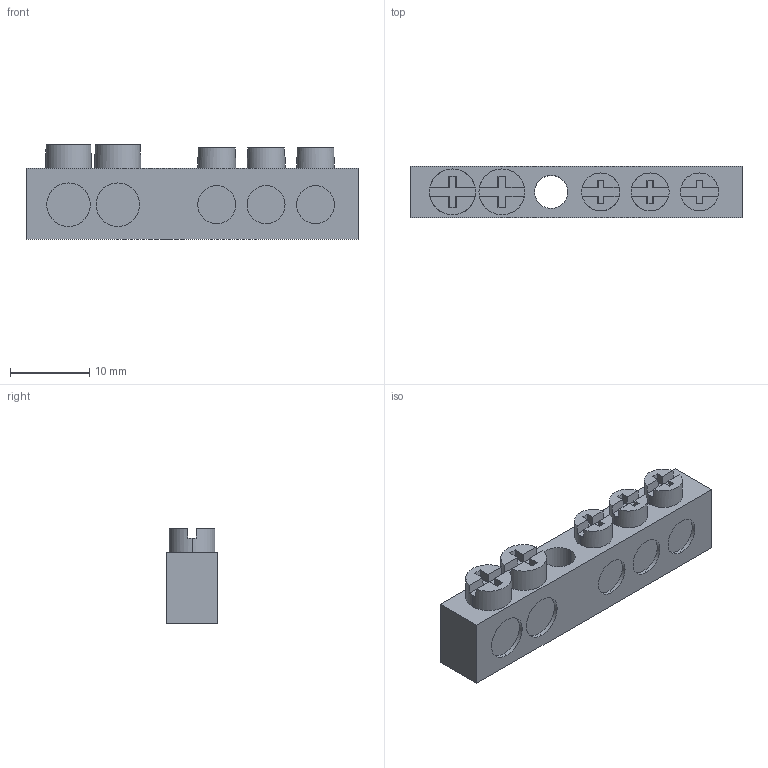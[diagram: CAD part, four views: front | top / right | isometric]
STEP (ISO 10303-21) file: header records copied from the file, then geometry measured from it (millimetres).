
FILE_DESCRIPTION (( 'STEP AP203' ), '1' );
FILE_NAME ('6,5x9 - 5 Delikli Pano Topraklama Klemensi.STEP', '2018-11-30T13:01:30', ( '' ), ( '' ), 'SwSTEP 2.0', 'SolidWorks 2011', '' );
FILE_SCHEMA (( 'CONFIG_CONTROL_DESIGN' ));
Length unit declared in the file: millimetre
Products named in the file (1): 6,5x9 - 5 Delikli Pano Topraklama Klemensi
Bounding box: 42 x 6.5 x 12 mm (x, y, z)
Volume: 2482.3 mm3; surface area: 1884.5 mm2
Topology: 1 solids, 1 shells, 113 faces, 288 edges, 192 vertices
Faces by surface type: plane 81, cylinder 32
Entity records: 3507 total; most frequent: CARTESIAN_POINT 654, DIRECTION 580, ORIENTED_EDGE 576, EDGE_CURVE 288, AXIS2_PLACEMENT_3D 198, VERTEX_POINT 192, LINE 184, VECTOR 184
